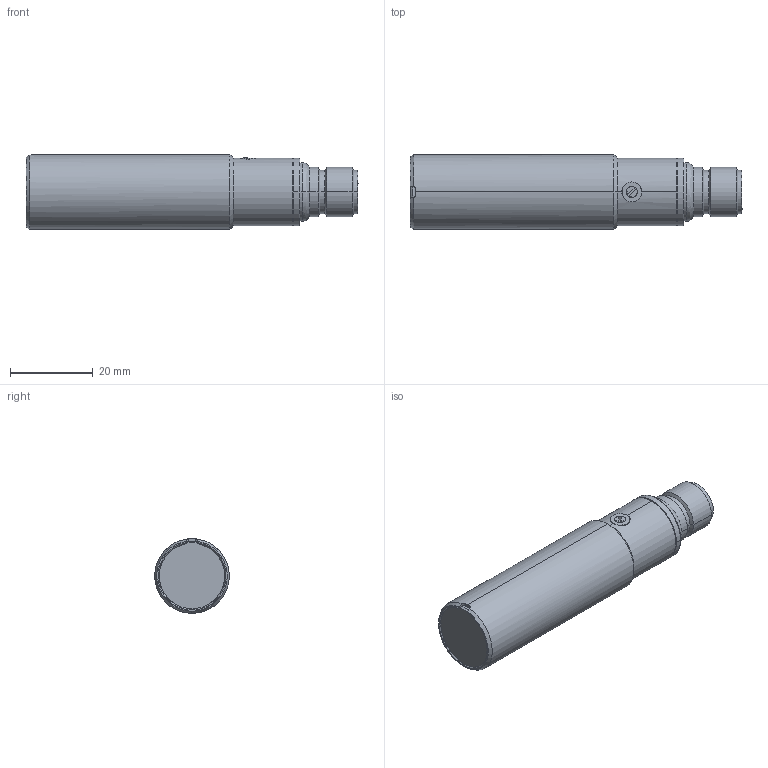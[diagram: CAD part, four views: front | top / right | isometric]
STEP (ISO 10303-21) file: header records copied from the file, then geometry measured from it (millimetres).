
FILE_DESCRIPTION (( 'STEP AP214' ), '1' );
FILE_NAME ('FALS-BN-1E.step', '2018-04-12T19:57:36', ( '' ), ( '' ), 'SwSTEP 2.0', 'SolidWorks 2017', '' );
FILE_SCHEMA (( 'AUTOMOTIVE_DESIGN' ));
Length unit declared in the file: inch
Products named in the file (1): FALS-BN-1E
Bounding box: 80.1 x 18 x 18 mm (x, y, z)
Volume: 17028.3 mm3; surface area: 6510.7 mm2
Topology: 10 solids, 10 shells, 166 faces, 378 edges, 233 vertices
Faces by surface type: cylinder 73, plane 50, cone 27, bspline 16
Entity records: 7234 total; most frequent: CARTESIAN_POINT 1168, DIRECTION 835, ORIENTED_EDGE 740, EDGE_CURVE 370, AXIS2_PLACEMENT_3D 342, VERTEX_POINT 233, CIRCLE 191, EDGE_LOOP 187
